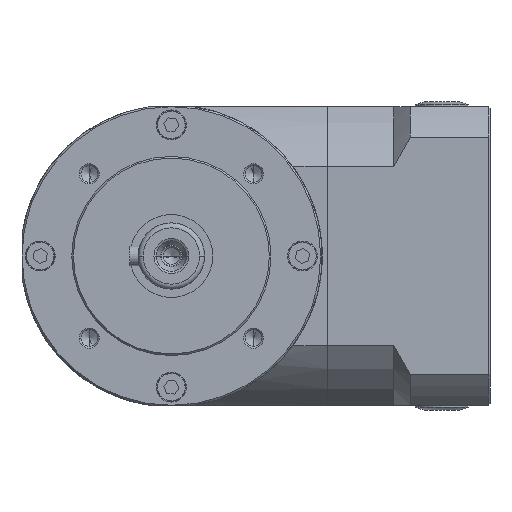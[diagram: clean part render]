
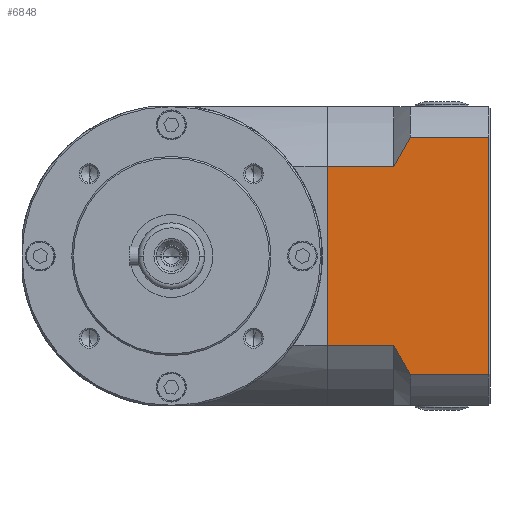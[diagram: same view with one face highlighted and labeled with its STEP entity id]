
A CAD part, left-side view. The second image highlights one B-rep face of the part: STEP entity #6848.
In plain terms, the highlighted planar face has unit normal (-1, 0, 0).
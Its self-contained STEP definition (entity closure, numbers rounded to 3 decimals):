
#1125 = VERTEX_POINT ( 'NONE', #11308 ) ;
#1257 = VECTOR ( 'NONE', #16773, 1000. ) ;
#1260 = ORIENTED_EDGE ( 'NONE', *, *, #3266, .F. ) ;
#1460 = LINE ( 'NONE', #17233, #7792 ) ;
#1737 = LINE ( 'NONE', #3880, #15665 ) ;
#2097 = CARTESIAN_POINT ( 'NONE',  ( 3., -67., 27.042 ) ) ;
#2191 = VERTEX_POINT ( 'NONE', #16991 ) ;
#2491 = DIRECTION ( 'NONE',  ( 0., -1., 0. ) ) ;
#2542 = CARTESIAN_POINT ( 'NONE',  ( 3., -72., 35.795 ) ) ;
#2648 = VERTEX_POINT ( 'NONE', #7711 ) ;
#2768 = DIRECTION ( 'NONE',  ( 0., 0., 1. ) ) ;
#2967 = B_SPLINE_CURVE_WITH_KNOTS ( 'NONE', 3,
 ( #9674, #16368, #6950, #8327 ),
 .UNSPECIFIED., .F., .F.,
 ( 4, 4 ),
 ( 0.063, 0.073 ),
 .UNSPECIFIED. ) ;
#3154 = VERTEX_POINT ( 'NONE', #2542 ) ;
#3266 = EDGE_CURVE ( 'NONE', #2648, #6599, #2967, .T. ) ;
#3435 = AXIS2_PLACEMENT_3D ( 'NONE', #7836, #17208, #9021 ) ;
#3521 = CARTESIAN_POINT ( 'NONE',  ( 3., -68.536, 30.024 ) ) ;
#3739 = DIRECTION ( 'NONE',  ( 0., -1., 0. ) ) ;
#3848 = CARTESIAN_POINT ( 'NONE',  ( 3., -67., -27.042 ) ) ;
#3880 = CARTESIAN_POINT ( 'NONE',  ( 3., -96., -35.795 ) ) ;
#3945 = EDGE_CURVE ( 'NONE', #3154, #16251, #1460, .T. ) ;
#4251 = EDGE_CURVE ( 'NONE', #6599, #7225, #7372, .T. ) ;
#4359 = ORIENTED_EDGE ( 'NONE', *, *, #8054, .F. ) ;
#4894 = EDGE_LOOP ( 'NONE', ( #12999, #12679, #14166, #7818, #10935, #4359, #15010, #1260 ) ) ;
#4994 = DIRECTION ( 'NONE',  ( 0., 1., 0. ) ) ;
#5226 = EDGE_CURVE ( 'NONE', #17336, #3154, #5455, .T. ) ;
#5455 = B_SPLINE_CURVE_WITH_KNOTS ( 'NONE', 3,
 ( #2097, #3521, #12898, #7414 ),
 .UNSPECIFIED., .F., .F.,
 ( 4, 4 ),
 ( 0.13, 0.14 ),
 .UNSPECIFIED. ) ;
#6425 = CARTESIAN_POINT ( 'NONE',  ( 3., -96., 27.042 ) ) ;
#6428 = LINE ( 'NONE', #6425, #13188 ) ;
#6599 = VERTEX_POINT ( 'NONE', #3848 ) ;
#6642 = FACE_OUTER_BOUND ( 'NONE', #4894, .T. ) ;
#6848 = ADVANCED_FACE ( 'NONE', ( #6642 ), #8912, .F. ) ;
#6950 = CARTESIAN_POINT ( 'NONE',  ( 3., -68.543, -30.037 ) ) ;
#7225 = VERTEX_POINT ( 'NONE', #14020 ) ;
#7372 = LINE ( 'NONE', #7388, #1257 ) ;
#7388 = CARTESIAN_POINT ( 'NONE',  ( 3., -96., -27.042 ) ) ;
#7414 = CARTESIAN_POINT ( 'NONE',  ( 3., -72., 35.795 ) ) ;
#7711 = CARTESIAN_POINT ( 'NONE',  ( 3., -72., -35.795 ) ) ;
#7792 = VECTOR ( 'NONE', #2491, 1000. ) ;
#7818 = ORIENTED_EDGE ( 'NONE', *, *, #5226, .F. ) ;
#7836 = CARTESIAN_POINT ( 'NONE',  ( 3., -47., -38.123 ) ) ;
#8054 = EDGE_CURVE ( 'NONE', #7225, #2191, #9344, .T. ) ;
#8268 = CARTESIAN_POINT ( 'NONE',  ( 3., -47., -38.123 ) ) ;
#8327 = CARTESIAN_POINT ( 'NONE',  ( 3., -67., -27.042 ) ) ;
#8512 = DIRECTION ( 'NONE',  ( 0., 0., 1. ) ) ;
#8912 = PLANE ( 'NONE',  #3435 ) ;
#9021 = DIRECTION ( 'NONE',  ( 0., 0., -1. ) ) ;
#9344 = LINE ( 'NONE', #8268, #12942 ) ;
#9674 = CARTESIAN_POINT ( 'NONE',  ( 3., -72., -35.795 ) ) ;
#9695 = EDGE_CURVE ( 'NONE', #1125, #2648, #1737, .T. ) ;
#10005 = CARTESIAN_POINT ( 'NONE',  ( 3., -95.5, 35.795 ) ) ;
#10935 = ORIENTED_EDGE ( 'NONE', *, *, #14143, .F. ) ;
#11308 = CARTESIAN_POINT ( 'NONE',  ( 3., -95.5, -35.795 ) ) ;
#12679 = ORIENTED_EDGE ( 'NONE', *, *, #15190, .T. ) ;
#12898 = CARTESIAN_POINT ( 'NONE',  ( 3., -70.219, 32.933 ) ) ;
#12942 = VECTOR ( 'NONE', #2768, 1000. ) ;
#12999 = ORIENTED_EDGE ( 'NONE', *, *, #9695, .F. ) ;
#13188 = VECTOR ( 'NONE', #3739, 1000. ) ;
#13799 = CARTESIAN_POINT ( 'NONE',  ( 3., -95.5, -38.123 ) ) ;
#14020 = CARTESIAN_POINT ( 'NONE',  ( 3., -47., -27.042 ) ) ;
#14143 = EDGE_CURVE ( 'NONE', #2191, #17336, #6428, .T. ) ;
#14166 = ORIENTED_EDGE ( 'NONE', *, *, #3945, .F. ) ;
#14624 = CARTESIAN_POINT ( 'NONE',  ( 3., -67., 27.042 ) ) ;
#14895 = VECTOR ( 'NONE', #8512, 1000. ) ;
#15010 = ORIENTED_EDGE ( 'NONE', *, *, #4251, .F. ) ;
#15190 = EDGE_CURVE ( 'NONE', #1125, #16251, #15338, .T. ) ;
#15338 = LINE ( 'NONE', #13799, #14895 ) ;
#15665 = VECTOR ( 'NONE', #4994, 1000. ) ;
#16251 = VERTEX_POINT ( 'NONE', #10005 ) ;
#16368 = CARTESIAN_POINT ( 'NONE',  ( 3., -70.226, -32.945 ) ) ;
#16773 = DIRECTION ( 'NONE',  ( 0., 1., 0. ) ) ;
#16991 = CARTESIAN_POINT ( 'NONE',  ( 3., -47., 27.042 ) ) ;
#17208 = DIRECTION ( 'NONE',  ( 1., 0., 0. ) ) ;
#17233 = CARTESIAN_POINT ( 'NONE',  ( 3., -96., 35.795 ) ) ;
#17336 = VERTEX_POINT ( 'NONE', #14624 ) ;
